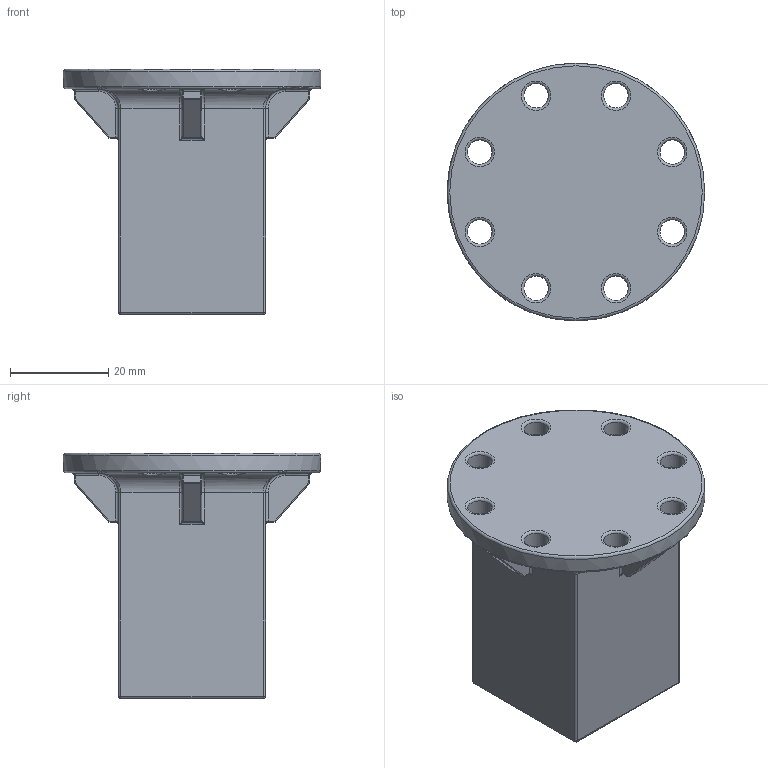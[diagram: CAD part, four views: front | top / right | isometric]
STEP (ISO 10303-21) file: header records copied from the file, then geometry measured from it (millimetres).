
FILE_DESCRIPTION(/* description */ (''),/* implementation_level */ '2;1');
FILE_NAME(/* name */ 'top_piquets.step',/* time_stamp */ '2025-06-25T16:04:24+02:00',/* author */ (''),/* organization */ (''),/* preprocessor_version */ 'ST-DEVELOPER v20.1',/* originating_system */ 'Autodesk Translation Framework v14.10.0.0',/* authorisation */ '');
FILE_SCHEMA (('AUTOMOTIVE_DESIGN { 1 0 10303 214 3 1 1 }'));
Length unit declared in the file: millimetre
Products named in the file (1): top_piquets
Bounding box: 52.43 x 52.43 x 50 mm (x, y, z)
Volume: 19978.9 mm3; surface area: 15234.4 mm2
Topology: 1 solids, 1 shells, 225 faces, 514 edges, 264 vertices
Faces by surface type: cylinder 93, bspline 40, plane 35, torus 33, sphere 24
Full cylindrical faces by diameter (mm): 5 x8, 52.433 x1
Entity records: 7300 total; most frequent: CARTESIAN_POINT 2352, DIRECTION 1107, ORIENTED_EDGE 988, EDGE_CURVE 494, AXIS2_PLACEMENT_3D 461, VERTEX_POINT 264, EDGE_LOOP 234, CIRCLE 227
